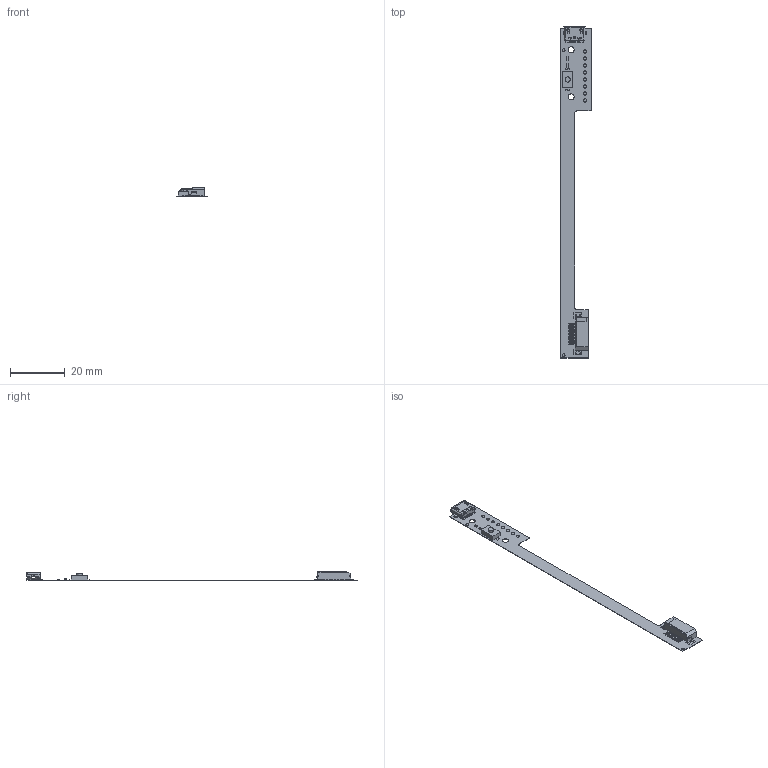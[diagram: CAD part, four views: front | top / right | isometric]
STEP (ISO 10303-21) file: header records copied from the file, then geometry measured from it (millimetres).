
FILE_DESCRIPTION (( 'STEP AP203' ), '1' );
FILE_NAME ('001768_A.step', '2021-06-11T10:17:55', ( '' ), ( '' ), 'SwSTEP 2.0', 'SolidWorks 2020', '' );
FILE_SCHEMA (( 'CONFIG_CONTROL_DESIGN' ));
Length unit declared in the file: millimetre
Products named in the file (10): TESTPAD_1_5MM^Pcb_Assembly_20PCB0001_A_001768; SWITCH_TACT_KSR211G^Pcb_Assembly_20PCB0001_A_001768; CON_MOLEX_8N_P1MM_FLEX_527930870^Pcb_Assembly_20PCB0001_A_001768; LED_0402^Pcb_Assembly_20PCB0001_A_001768; FIDUCIAL_TOP^Pcb_Assembly_20PCB0001_A_001768; Pcb_Assembly_20PCB0001_A^Pcb_Assembly_20PCB0001_A_001768; RES0402^Pcb_Assembly_20PCB0001_A_001768; Pcb_Assembly_20PCB0001_A^001768; 001768_A; AMPHENOL-10118194-0001LF-VER-B^Pcb_Assembly_20PCB0001_A_001768
Assembly tree (17 placements, depth 3):
  001768_A
    Pcb_Assembly_20PCB0001_A^001768
      TESTPAD_1_5MM^Pcb_Assembly_20PCB0001_A_001768  x8
      RES0402^Pcb_Assembly_20PCB0001_A_001768
      LED_0402^Pcb_Assembly_20PCB0001_A_001768
      SWITCH_TACT_KSR211G^Pcb_Assembly_20PCB0001_A_001768
      AMPHENOL-10118194-0001LF-VER-B^Pcb_Assembly_20PCB0001_A_001768
      CON_MOLEX_8N_P1MM_FLEX_527930870^Pcb_Assembly_20PCB0001_A_001768
      FIDUCIAL_TOP^Pcb_Assembly_20PCB0001_A_001768  x2
      Pcb_Assembly_20PCB0001_A^Pcb_Assembly_20PCB0001_A_001768
Bounding box: 11 x 120.81 x 3.25 mm (x, y, z)
Volume: 129.5 mm3; surface area: 2543.2 mm2
Topology: 22 solids, 46 shells, 835 faces, 2292 edges, 1518 vertices
Faces by surface type: plane 615, cylinder 208, bspline 8, sphere 4
Entity records: 27181 total; most frequent: CARTESIAN_POINT 5235, ORIENTED_EDGE 4396, DIRECTION 4122, EDGE_CURVE 2240, VECTOR 1740, LINE 1740, VERTEX_POINT 1486, AXIS2_PLACEMENT_3D 1191
